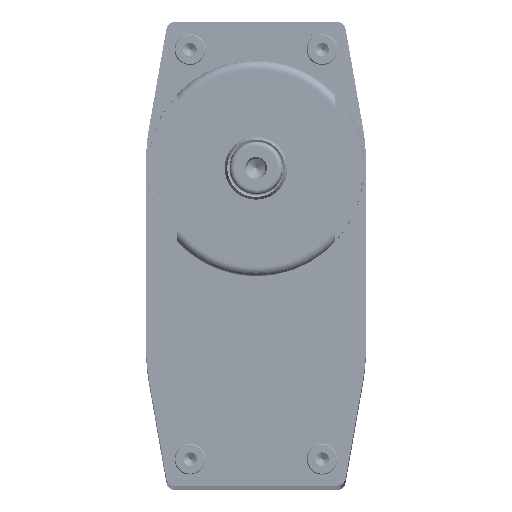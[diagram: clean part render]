
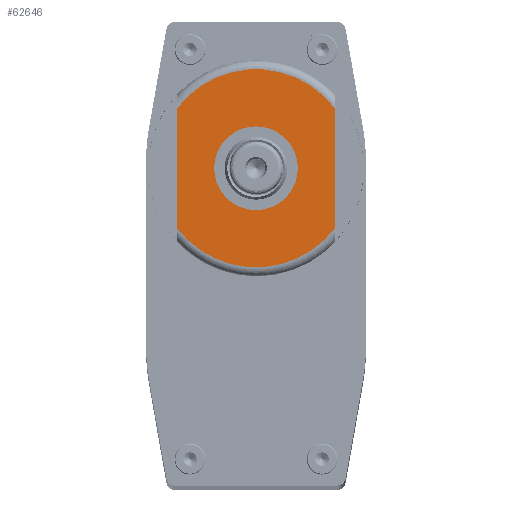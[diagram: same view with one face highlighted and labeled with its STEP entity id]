
A CAD part, top view. The second image highlights one B-rep face of the part: STEP entity #62646.
In plain terms, the highlighted face is planar.
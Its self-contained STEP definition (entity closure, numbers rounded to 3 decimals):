
#503 = AXIS2_PLACEMENT_3D ( 'NONE', #30403, #43494, #44399 ) ;
#2389 = DIRECTION ( 'NONE',  ( 0., -1., 0. ) ) ;
#2959 = CARTESIAN_POINT ( 'NONE',  ( 0., -13.5, -18. ) ) ;
#3305 = CARTESIAN_POINT ( 'NONE',  ( 0., 24.5, -18. ) ) ;
#3419 = CARTESIAN_POINT ( 'NONE',  ( 0., 0., 0. ) ) ;
#4181 = VERTEX_POINT ( 'NONE', #2959 ) ;
#6569 = VERTEX_POINT ( 'NONE', #91562 ) ;
#7892 = CARTESIAN_POINT ( 'NONE',  ( 0., 13.5, 18. ) ) ;
#8729 = DIRECTION ( 'NONE',  ( 0., 0., -1. ) ) ;
#13817 = EDGE_LOOP ( 'NONE', ( #37974 ) ) ;
#15349 = AXIS2_PLACEMENT_3D ( 'NONE', #3419, #17409, #61680 ) ;
#17409 = DIRECTION ( 'NONE',  ( -1., 0., 0. ) ) ;
#22467 = EDGE_LOOP ( 'NONE', ( #92023, #81253, #50079, #26997 ) ) ;
#22748 = CIRCLE ( 'NONE', #74903, 22.5 ) ;
#23842 = LINE ( 'NONE', #3305, #57579 ) ;
#24092 = CARTESIAN_POINT ( 'NONE',  ( 0., 24.5, 0. ) ) ;
#26997 = ORIENTED_EDGE ( 'NONE', *, *, #39518, .T. ) ;
#28807 = CIRCLE ( 'NONE', #503, 9.5 ) ;
#30403 = CARTESIAN_POINT ( 'NONE',  ( 0., 0., 0. ) ) ;
#37974 = ORIENTED_EDGE ( 'NONE', *, *, #39756, .F. ) ;
#38137 = FACE_BOUND ( 'NONE', #13817, .T. ) ;
#39518 = EDGE_CURVE ( 'NONE', #4181, #6569, #80987, .T. ) ;
#39756 = EDGE_CURVE ( 'NONE', #44318, #44318, #28807, .T. ) ;
#42810 = EDGE_CURVE ( 'NONE', #78981, #55035, #22748, .T. ) ;
#43494 = DIRECTION ( 'NONE',  ( -1., 0., 0. ) ) ;
#44161 = DIRECTION ( 'NONE',  ( 0., 1., 0. ) ) ;
#44318 = VERTEX_POINT ( 'NONE', #64858 ) ;
#44399 = DIRECTION ( 'NONE',  ( 0., 0., 1. ) ) ;
#44645 = FACE_OUTER_BOUND ( 'NONE', #22467, .T. ) ;
#50079 = ORIENTED_EDGE ( 'NONE', *, *, #90086, .T. ) ;
#51023 = AXIS2_PLACEMENT_3D ( 'NONE', #24092, #66576, #8729 ) ;
#52059 = CARTESIAN_POINT ( 'NONE',  ( 0., 24.5, 18. ) ) ;
#52145 = VECTOR ( 'NONE', #44161, 1000. ) ;
#55035 = VERTEX_POINT ( 'NONE', #65502 ) ;
#55629 = CARTESIAN_POINT ( 'NONE',  ( 0., 0., 0. ) ) ;
#57579 = VECTOR ( 'NONE', #2389, 1000. ) ;
#61680 = DIRECTION ( 'NONE',  ( 0., 0., -1. ) ) ;
#62646 = ADVANCED_FACE ( 'NONE', ( #38137, #44645 ), #88041, .F. ) ;
#64858 = CARTESIAN_POINT ( 'NONE',  ( 0., 0., 9.5 ) ) ;
#65502 = CARTESIAN_POINT ( 'NONE',  ( 0., 13.5, -18. ) ) ;
#66576 = DIRECTION ( 'NONE',  ( 1., 0., 0. ) ) ;
#74903 = AXIS2_PLACEMENT_3D ( 'NONE', #55629, #92064, #85037 ) ;
#78981 = VERTEX_POINT ( 'NONE', #7892 ) ;
#79641 = LINE ( 'NONE', #52059, #52145 ) ;
#80987 = CIRCLE ( 'NONE', #15349, 22.5 ) ;
#81253 = ORIENTED_EDGE ( 'NONE', *, *, #42810, .T. ) ;
#82473 = EDGE_CURVE ( 'NONE', #6569, #78981, #79641, .T. ) ;
#85037 = DIRECTION ( 'NONE',  ( 0., 0., -1. ) ) ;
#88041 = PLANE ( 'NONE',  #51023 ) ;
#90086 = EDGE_CURVE ( 'NONE', #55035, #4181, #23842, .T. ) ;
#91562 = CARTESIAN_POINT ( 'NONE',  ( 0., -13.5, 18. ) ) ;
#92023 = ORIENTED_EDGE ( 'NONE', *, *, #82473, .T. ) ;
#92064 = DIRECTION ( 'NONE',  ( -1., 0., 0. ) ) ;
